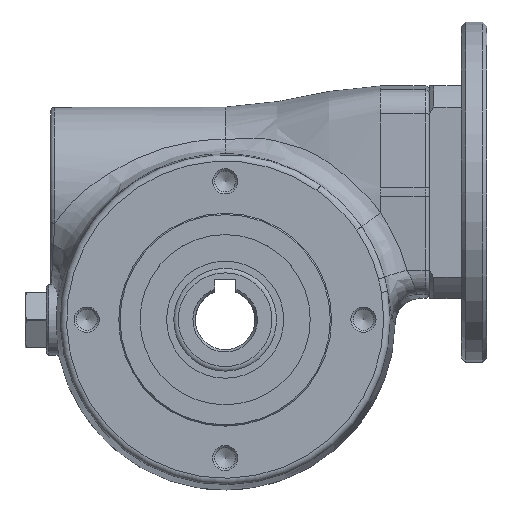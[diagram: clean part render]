
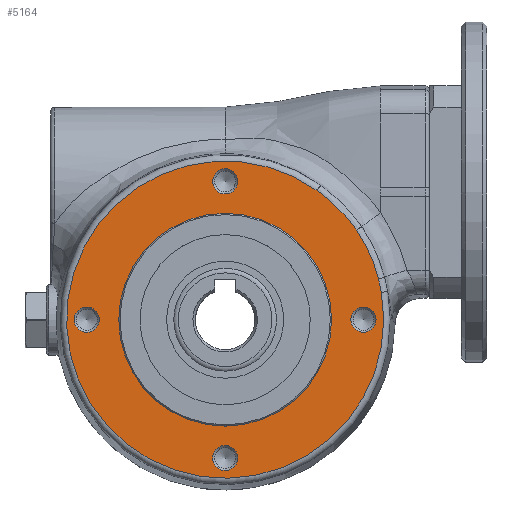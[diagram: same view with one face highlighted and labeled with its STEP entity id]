
A CAD part, top view. The second image highlights one B-rep face of the part: STEP entity #5164.
In plain terms, the highlighted planar face has unit normal (0, 0, 1).
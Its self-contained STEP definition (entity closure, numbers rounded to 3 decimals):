
#134=(
BOUNDED_CURVE()
B_SPLINE_CURVE(3,(#7860,#7861,#7862,#7863,#7864,#7865,#7866,#7867,#7868,
#7869,#7870,#7871,#7872,#7873,#7874,#7875,#7876,#7877,#7878,#7879,#7880,
#7881,#7882,#7883,#7884,#7885,#7886,#7887,#7888,#7889,#7890,#7891,#7892,
#7893,#7894,#7895,#7896,#7897,#7898,#7899),.UNSPECIFIED.,.F.,.F.)
B_SPLINE_CURVE_WITH_KNOTS((4,2,2,1,2,2,1,2,2,2,2,2,2,2,1,2,2,2,1,2,2,4),
(0.,0.001,0.002,0.003,0.004,
0.004,0.005,0.005,0.006,
0.006,0.007,0.007,0.007,
0.007,0.008,0.009,0.009,
0.01,0.011,0.012,0.012,
0.013),.UNSPECIFIED.)
CURVE()
GEOMETRIC_REPRESENTATION_ITEM()
RATIONAL_B_SPLINE_CURVE((1.,1.,1.,1.,1.,1.,1.,1.,1.,1.,1.,1.,1.,1.,1.,1.,
1.,1.,1.,1.,1.,1.,1.,1.,1.,1.,1.,1.,1.,1.,1.,1.,1.,1.,1.,1.,1.,1.,1.,1.))
REPRESENTATION_ITEM('')
);
#149=(
BOUNDED_CURVE()
B_SPLINE_CURVE(3,(#10655,#10656,#10657,#10658,#10659,#10660,#10661,#10662,
#10663,#10664,#10665),.UNSPECIFIED.,.F.,.F.)
B_SPLINE_CURVE_WITH_KNOTS((4,2,2,1,1,1,4),(0.,0.001,0.002,
0.002,0.002,0.003,0.003),
 .UNSPECIFIED.)
CURVE()
GEOMETRIC_REPRESENTATION_ITEM()
RATIONAL_B_SPLINE_CURVE((1.,1.,1.,1.,1.,1.,1.,1.,1.,1.,1.))
REPRESENTATION_ITEM('')
);
#150=(
BOUNDED_CURVE()
B_SPLINE_CURVE(3,(#10667,#10668,#10669,#10670,#10671,#10672,#10673,#10674,
#10675,#10676,#10677,#10678,#10679,#10680,#10681,#10682,#10683,#10684,#10685,
#10686,#10687,#10688),.UNSPECIFIED.,.F.,.F.)
B_SPLINE_CURVE_WITH_KNOTS((4,2,2,2,2,2,1,2,2,2,1,4),(0.,0.001,
0.002,0.003,0.004,0.005,
0.006,0.008,0.009,0.009,
0.011,0.013),.UNSPECIFIED.)
CURVE()
GEOMETRIC_REPRESENTATION_ITEM()
RATIONAL_B_SPLINE_CURVE((1.,1.,1.,1.,1.,1.,1.,1.,1.,1.,1.,1.,1.,1.,1.,1.,
1.,1.,1.,1.,1.,1.))
REPRESENTATION_ITEM('')
);
#428=CIRCLE('',#5527,37.254);
#429=CIRCLE('',#5528,2.959);
#430=CIRCLE('',#5529,2.959);
#431=CIRCLE('',#5530,2.959);
#432=CIRCLE('',#5531,2.959);
#433=CIRCLE('',#5532,25.);
#957=ORIENTED_EDGE('',*,*,#1686,.T.);
#958=ORIENTED_EDGE('',*,*,#1868,.T.);
#959=ORIENTED_EDGE('',*,*,#1869,.T.);
#960=ORIENTED_EDGE('',*,*,#1870,.T.);
#961=ORIENTED_EDGE('',*,*,#1871,.T.);
#962=ORIENTED_EDGE('',*,*,#1872,.T.);
#963=ORIENTED_EDGE('',*,*,#1873,.T.);
#964=ORIENTED_EDGE('',*,*,#1874,.T.);
#965=ORIENTED_EDGE('',*,*,#1875,.T.);
#1686=EDGE_CURVE('',#2216,#2215,#134,.T.);
#1868=EDGE_CURVE('',#2215,#2343,#428,.T.);
#1869=EDGE_CURVE('',#2343,#2344,#149,.T.);
#1870=EDGE_CURVE('',#2344,#2216,#150,.T.);
#1871=EDGE_CURVE('',#2345,#2345,#429,.T.);
#1872=EDGE_CURVE('',#2346,#2346,#430,.T.);
#1873=EDGE_CURVE('',#2347,#2347,#431,.T.);
#1874=EDGE_CURVE('',#2348,#2348,#432,.T.);
#1875=EDGE_CURVE('',#2349,#2349,#433,.T.);
#2215=VERTEX_POINT('',#7859);
#2216=VERTEX_POINT('',#7900);
#2343=VERTEX_POINT('',#10654);
#2344=VERTEX_POINT('',#10666);
#2345=VERTEX_POINT('',#10690);
#2346=VERTEX_POINT('',#10692);
#2347=VERTEX_POINT('',#10694);
#2348=VERTEX_POINT('',#10696);
#2349=VERTEX_POINT('',#10698);
#3080=EDGE_LOOP('',(#957,#958,#959,#960));
#3081=EDGE_LOOP('',(#961));
#3082=EDGE_LOOP('',(#962));
#3083=EDGE_LOOP('',(#963));
#3084=EDGE_LOOP('',(#964));
#3085=EDGE_LOOP('',(#965));
#3481=FACE_BOUND('',#3080,.T.);
#3482=FACE_BOUND('',#3081,.T.);
#3483=FACE_BOUND('',#3082,.T.);
#3484=FACE_BOUND('',#3083,.T.);
#3485=FACE_BOUND('',#3084,.T.);
#3486=FACE_BOUND('',#3085,.T.);
#3784=PLANE('',#5526);
#5164=ADVANCED_FACE('',(#3481,#3482,#3483,#3484,#3485,#3486),#3784,.F.);
#5526=AXIS2_PLACEMENT_3D('',#10652,#6227,#6228);
#5527=AXIS2_PLACEMENT_3D('',#10653,#6229,#6230);
#5528=AXIS2_PLACEMENT_3D('',#10689,#6231,#6232);
#5529=AXIS2_PLACEMENT_3D('',#10691,#6233,#6234);
#5530=AXIS2_PLACEMENT_3D('',#10693,#6235,#6236);
#5531=AXIS2_PLACEMENT_3D('',#10695,#6237,#6238);
#5532=AXIS2_PLACEMENT_3D('',#10697,#6239,#6240);
#6227=DIRECTION('',(0.,0.,-1.));
#6228=DIRECTION('',(0.,-1.,0.));
#6229=DIRECTION('',(0.,0.,1.));
#6230=DIRECTION('',(0.,-1.,0.));
#6231=DIRECTION('',(0.,0.,-1.));
#6232=DIRECTION('',(0.,-1.,0.));
#6233=DIRECTION('',(0.,0.,-1.));
#6234=DIRECTION('',(0.,-1.,0.));
#6235=DIRECTION('',(0.,0.,-1.));
#6236=DIRECTION('',(0.,-1.,0.));
#6237=DIRECTION('',(0.,0.,-1.));
#6238=DIRECTION('',(0.,-1.,0.));
#6239=DIRECTION('',(0.,0.,-1.));
#6240=DIRECTION('',(0.,-1.,0.));
#7859=CARTESIAN_POINT('',(21.589,30.361,30.));
#7860=CARTESIAN_POINT('',(30.895,21.066,30.));
#7861=CARTESIAN_POINT('',(30.741,21.296,30.));
#7862=CARTESIAN_POINT('',(30.585,21.524,30.));
#7863=CARTESIAN_POINT('',(30.264,21.973,30.));
#7864=CARTESIAN_POINT('',(30.101,22.195,30.));
#7865=CARTESIAN_POINT('',(29.601,22.852,30.));
#7866=CARTESIAN_POINT('',(29.083,23.495,30.));
#7867=CARTESIAN_POINT('',(28.543,24.119,30.));
#7868=CARTESIAN_POINT('',(28.315,24.376,30.));
#7869=CARTESIAN_POINT('',(28.269,24.427,30.));
#7870=CARTESIAN_POINT('',(28.177,24.53,30.));
#7871=CARTESIAN_POINT('',(28.039,24.683,30.));
#7872=CARTESIAN_POINT('',(27.899,24.835,30.));
#7873=CARTESIAN_POINT('',(27.618,25.138,30.));
#7874=CARTESIAN_POINT('',(27.428,25.338,30.));
#7875=CARTESIAN_POINT('',(27.139,25.635,30.));
#7876=CARTESIAN_POINT('',(27.042,25.733,30.));
#7877=CARTESIAN_POINT('',(26.848,25.929,30.));
#7878=CARTESIAN_POINT('',(26.75,26.027,30.));
#7879=CARTESIAN_POINT('',(26.554,26.221,30.));
#7880=CARTESIAN_POINT('',(26.456,26.317,30.));
#7881=CARTESIAN_POINT('',(26.307,26.461,30.));
#7882=CARTESIAN_POINT('',(26.257,26.509,30.));
#7883=CARTESIAN_POINT('',(26.158,26.604,30.));
#7884=CARTESIAN_POINT('',(26.108,26.652,30.));
#7885=CARTESIAN_POINT('',(25.858,26.888,30.));
#7886=CARTESIAN_POINT('',(25.453,27.262,30.));
#7887=CARTESIAN_POINT('',(25.042,27.628,30.));
#7888=CARTESIAN_POINT('',(24.731,27.899,30.));
#7889=CARTESIAN_POINT('',(24.627,27.989,30.));
#7890=CARTESIAN_POINT('',(24.417,28.167,30.));
#7891=CARTESIAN_POINT('',(24.312,28.256,30.));
#7892=CARTESIAN_POINT('',(23.996,28.52,30.));
#7893=CARTESIAN_POINT('',(23.57,28.869,30.));
#7894=CARTESIAN_POINT('',(23.137,29.209,30.));
#7895=CARTESIAN_POINT('',(22.701,29.545,30.));
#7896=CARTESIAN_POINT('',(22.481,29.711,30.));
#7897=CARTESIAN_POINT('',(22.037,30.039,30.));
#7898=CARTESIAN_POINT('',(21.814,30.201,30.));
#7899=CARTESIAN_POINT('',(21.589,30.361,30.));
#7900=CARTESIAN_POINT('',(30.895,21.066,30.));
#10652=CARTESIAN_POINT('',(0.,25.,30.));
#10653=CARTESIAN_POINT('',(0.,0.,30.));
#10654=CARTESIAN_POINT('',(36.702,6.388,30.));
#10655=CARTESIAN_POINT('',(36.702,6.388,30.));
#10656=CARTESIAN_POINT('',(36.656,6.658,30.));
#10657=CARTESIAN_POINT('',(36.608,6.927,30.));
#10658=CARTESIAN_POINT('',(36.51,7.465,30.));
#10659=CARTESIAN_POINT('',(36.459,7.734,30.));
#10660=CARTESIAN_POINT('',(36.378,8.136,30.));
#10661=CARTESIAN_POINT('',(36.323,8.404,30.));
#10662=CARTESIAN_POINT('',(36.234,8.804,30.));
#10663=CARTESIAN_POINT('',(36.141,9.204,30.));
#10664=CARTESIAN_POINT('',(36.074,9.469,30.));
#10665=CARTESIAN_POINT('',(36.04,9.602,30.));
#10666=CARTESIAN_POINT('',(36.04,9.602,30.));
#10667=CARTESIAN_POINT('',(36.04,9.602,30.));
#10668=CARTESIAN_POINT('',(35.974,9.857,30.));
#10669=CARTESIAN_POINT('',(35.905,10.111,30.));
#10670=CARTESIAN_POINT('',(35.762,10.617,30.));
#10671=CARTESIAN_POINT('',(35.688,10.87,30.));
#10672=CARTESIAN_POINT('',(35.458,11.625,30.));
#10673=CARTESIAN_POINT('',(35.294,12.124,30.));
#10674=CARTESIAN_POINT('',(35.032,12.868,30.));
#10675=CARTESIAN_POINT('',(34.942,13.115,30.));
#10676=CARTESIAN_POINT('',(34.757,13.608,30.));
#10677=CARTESIAN_POINT('',(34.662,13.853,30.));
#10678=CARTESIAN_POINT('',(34.369,14.586,30.));
#10679=CARTESIAN_POINT('',(33.958,15.555,30.));
#10680=CARTESIAN_POINT('',(33.507,16.505,30.));
#10681=CARTESIAN_POINT('',(33.154,17.21,30.));
#10682=CARTESIAN_POINT('',(33.034,17.444,30.));
#10683=CARTESIAN_POINT('',(32.788,17.91,30.));
#10684=CARTESIAN_POINT('',(32.663,18.142,30.));
#10685=CARTESIAN_POINT('',(32.281,18.832,30.));
#10686=CARTESIAN_POINT('',(31.752,19.741,30.));
#10687=CARTESIAN_POINT('',(31.187,20.628,30.));
#10688=CARTESIAN_POINT('',(30.895,21.066,30.));
#10689=CARTESIAN_POINT('',(0.,-32.5,30.));
#10690=CARTESIAN_POINT('',(0.,-35.459,30.));
#10691=CARTESIAN_POINT('',(32.5,0.,30.));
#10692=CARTESIAN_POINT('',(32.5,-2.959,30.));
#10693=CARTESIAN_POINT('',(0.,32.5,30.));
#10694=CARTESIAN_POINT('',(0.,29.542,30.));
#10695=CARTESIAN_POINT('',(-32.5,0.,30.));
#10696=CARTESIAN_POINT('',(-32.5,-2.958,30.));
#10697=CARTESIAN_POINT('',(0.,0.,30.));
#10698=CARTESIAN_POINT('',(0.,-25.,30.));
